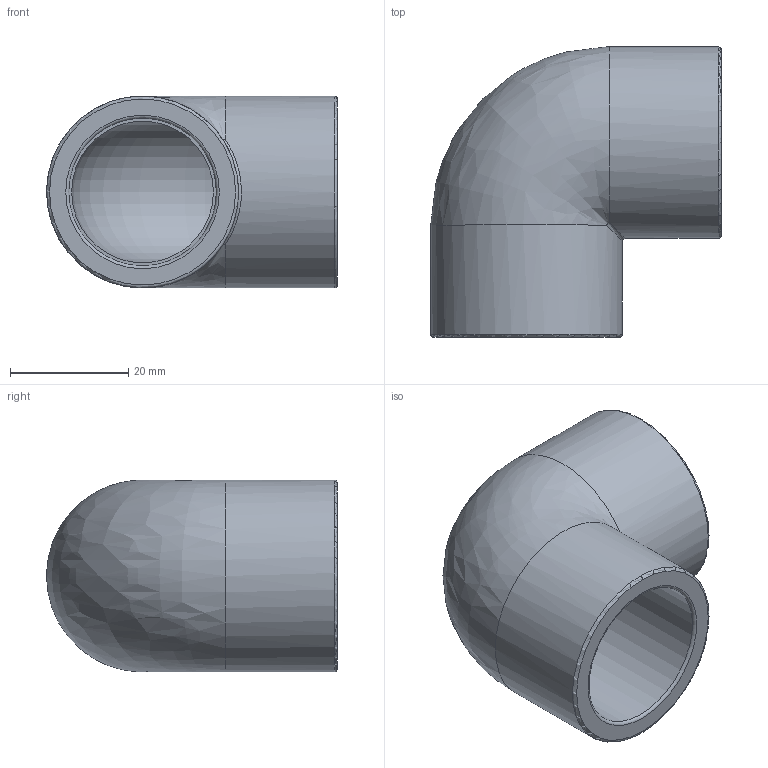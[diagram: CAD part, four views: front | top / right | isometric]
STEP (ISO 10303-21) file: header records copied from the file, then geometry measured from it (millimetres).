
FILE_DESCRIPTION(/* description */ (''),/* implementation_level */ '2;1');
FILE_NAME(/* name */ 'EL500250.stp',/* time_stamp */ '2016-10-17T17:03:43+02:00',/* author */ ('Gabriele'),/* organization */ (''),/* preprocessor_version */ 'ST-DEVELOPER v16.5',/* originating_system */ 'Autodesk Inventor 2017',/* authorisation */ '');
FILE_SCHEMA (('AUTOMOTIVE_DESIGN { 1 0 10303 214 3 1 1 }'));
Length unit declared in the file: millimetre
Products named in the file (1): EL500250
Bounding box: 49.25 x 49.25 x 32.5 mm (x, y, z)
Volume: 21130.1 mm3; surface area: 11434.2 mm2
Topology: 1 solids, 1 shells, 15 faces, 29 edges, 18 vertices
Faces by surface type: torus 5, cylinder 4, plane 4, bspline 2
Full cylindrical faces by diameter (mm): 25 x2, 32.5 x2
Entity records: 426 total; most frequent: CARTESIAN_POINT 135, DIRECTION 60, ORIENTED_EDGE 36, AXIS2_PLACEMENT_3D 30, EDGE_LOOP 28, EDGE_CURVE 18, VERTEX_POINT 16, FACE_OUTER_BOUND 15
